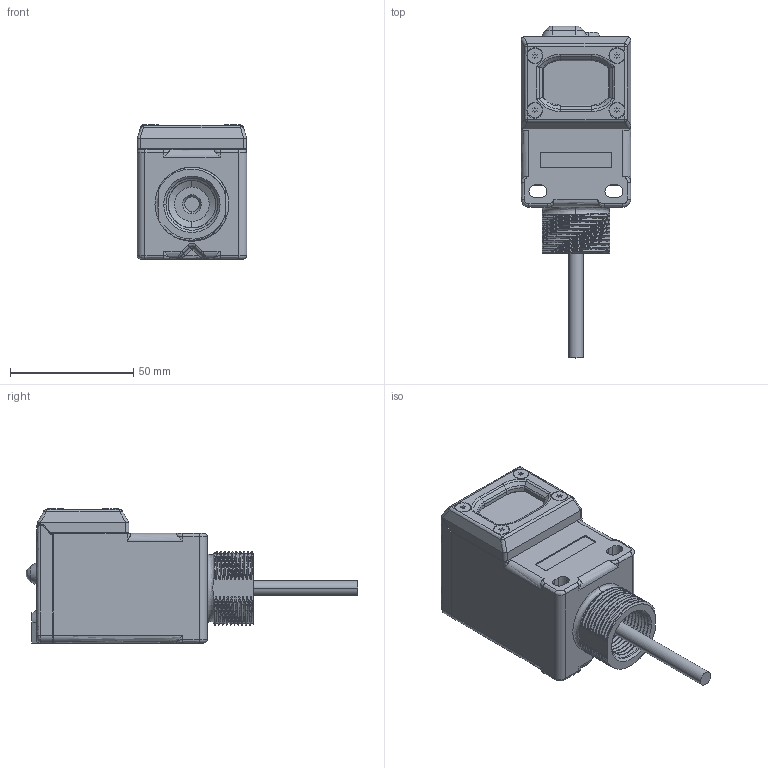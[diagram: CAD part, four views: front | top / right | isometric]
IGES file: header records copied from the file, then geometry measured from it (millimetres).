
Start section:  PTC IGES file: 156706.igs
Global section: file name: 156706.igs; native system: Pro/ENGINEER by Parametric Technology Corporation; preprocessor: 2009141; author: banengservice; organization: Unknown; date: 20110525.093311; units: inch
Bounding box: 44.53 x 134.61 x 54.35 mm (x, y, z)
Volume: 69894 mm3; surface area: 45471.6 mm2
Topology: 2 solids, 2 shells, 962 faces, 2450 edges, 1509 vertices
Faces by surface type: bspline 501, revolution 461
